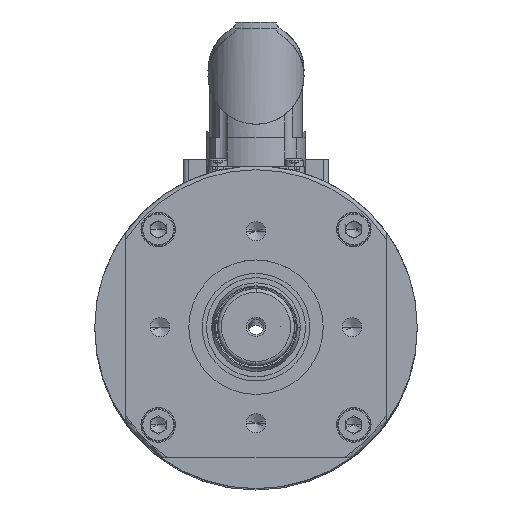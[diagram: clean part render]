
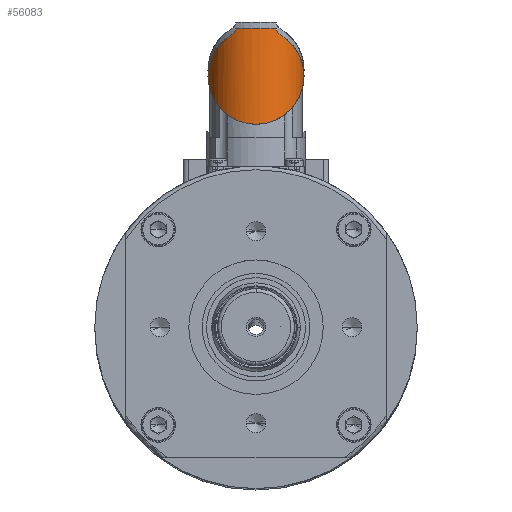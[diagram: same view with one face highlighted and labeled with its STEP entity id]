
A CAD part, top view. The second image highlights one B-rep face of the part: STEP entity #56083.
In plain terms, the highlighted cylindrical face has radius 12.5 mm (diameter 25 mm), a partial arc.
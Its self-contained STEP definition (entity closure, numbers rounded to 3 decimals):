
#1477 = DIRECTION ( 'NONE',  ( -1., 0., 0. ) ) ;
#1993 = CARTESIAN_POINT ( 'NONE',  ( -12.5, 92.098, 189.714 ) ) ;
#3170 = CARTESIAN_POINT ( 'NONE',  ( -5.077, 100.073, 196.612 ) ) ;
#3262 = CARTESIAN_POINT ( 'NONE',  ( 0., 100.073, 185.189 ) ) ;
#5716 = EDGE_CURVE ( 'NONE', #52333, #49429, #14254, .T. ) ;
#5992 = CARTESIAN_POINT ( 'NONE',  ( 5.032, 100.073, 196.632 ) ) ;
#6182 = CARTESIAN_POINT ( 'NONE',  ( 12.5, 87.573, 185.189 ) ) ;
#7101 = CARTESIAN_POINT ( 'NONE',  ( -12.5, 87.573, 185.189 ) ) ;
#7212 = CARTESIAN_POINT ( 'NONE',  ( 10.258, 96.028, 193.645 ) ) ;
#7633 = DIRECTION ( 'NONE',  ( 0., -1., 0. ) ) ;
#7796 = CARTESIAN_POINT ( 'NONE',  ( -5.228, 99.914, 196.544 ) ) ;
#8186 = EDGE_LOOP ( 'NONE', ( #14481, #51465, #21293, #20668, #12069, #47294, #47006, #61625 ) ) ;
#10184 = CARTESIAN_POINT ( 'NONE',  ( -10.258, 96.028, 193.645 ) ) ;
#10362 = CARTESIAN_POINT ( 'NONE',  ( -5.032, 100.073, 196.632 ) ) ;
#11414 = DIRECTION ( 'NONE',  ( -1., 0., 0. ) ) ;
#11600 = CARTESIAN_POINT ( 'NONE',  ( 5.228, 99.914, 196.544 ) ) ;
#11758 =( BOUNDED_CURVE ( )  B_SPLINE_CURVE ( 3, ( #7101, #1993, #10184, #37909 ),
 .UNSPECIFIED., .F., .F. ) 
 B_SPLINE_CURVE_WITH_KNOTS ( ( 4, 4 ),
 ( 4.712, 5.749 ),
 .UNSPECIFIED. ) 
 CURVE ( )  GEOMETRIC_REPRESENTATION_ITEM ( )  RATIONAL_B_SPLINE_CURVE ( ( 1., 0.912, 0.912, 1. ) ) 
 REPRESENTATION_ITEM ( '' )  );
#12069 = ORIENTED_EDGE ( 'NONE', *, *, #41803, .F. ) ;
#12274 = EDGE_CURVE ( 'NONE', #36522, #48157, #11758, .T. ) ;
#12578 = CARTESIAN_POINT ( 'NONE',  ( 12.5, 87.573, 185.189 ) ) ;
#13249 = CARTESIAN_POINT ( 'NONE',  ( -5.844, 98.712, 196.242 ) ) ;
#14205 = CARTESIAN_POINT ( 'NONE',  ( 5.077, 100.073, 196.612 ) ) ;
#14254 =( BOUNDED_CURVE ( )  B_SPLINE_CURVE ( 3, ( #37999, #7212, #54320, #6182 ),
 .UNSPECIFIED., .F., .F. ) 
 B_SPLINE_CURVE_WITH_KNOTS ( ( 4, 4 ),
 ( 0.534, 1.571 ),
 .UNSPECIFIED. ) 
 CURVE ( )  GEOMETRIC_REPRESENTATION_ITEM ( )  RATIONAL_B_SPLINE_CURVE ( ( 1., 0.912, 0.912, 1. ) ) 
 REPRESENTATION_ITEM ( '' )  );
#14481 = ORIENTED_EDGE ( 'NONE', *, *, #12274, .F. ) ;
#15061 = CARTESIAN_POINT ( 'NONE',  ( 6.364, 98.332, 195.948 ) ) ;
#15129 = EDGE_CURVE ( 'NONE', #16731, #18797, #60949, .T. ) ;
#15183 = CARTESIAN_POINT ( 'NONE',  ( 5.191, 100.003, 196.561 ) ) ;
#16292 = CARTESIAN_POINT ( 'NONE',  ( -5.318, 99.578, 196.502 ) ) ;
#16731 = VERTEX_POINT ( 'NONE', #34980 ) ;
#18797 = VERTEX_POINT ( 'NONE', #7796 ) ;
#18956 = VERTEX_POINT ( 'NONE', #11600 ) ;
#19241 = CARTESIAN_POINT ( 'NONE',  ( 5.228, 99.914, 196.544 ) ) ;
#19259 = EDGE_CURVE ( 'NONE', #49429, #36522, #24189, .T. ) ;
#19315 = EDGE_CURVE ( 'NONE', #21910, #16731, #52836, .T. ) ;
#20668 = ORIENTED_EDGE ( 'NONE', *, *, #36203, .T. ) ;
#21293 = ORIENTED_EDGE ( 'NONE', *, *, #5716, .F. ) ;
#21910 = VERTEX_POINT ( 'NONE', #62935 ) ;
#22712 = CARTESIAN_POINT ( 'NONE',  ( -12.5, 87.573, 185.189 ) ) ;
#23279 = CARTESIAN_POINT ( 'NONE',  ( 6.228, 98.412, 196.028 ) ) ;
#23411 = CARTESIAN_POINT ( 'NONE',  ( 5.228, 99.914, 196.544 ) ) ;
#24189 =( BOUNDED_CURVE ( )  B_SPLINE_CURVE ( 3, ( #12578, #47414, #26980, #37242 ),
 .UNSPECIFIED., .F., .F. ) 
 B_SPLINE_CURVE_WITH_KNOTS ( ( 4, 4 ),
 ( 4.712, 7.854 ),
 .UNSPECIFIED. ) 
 CURVE ( )  GEOMETRIC_REPRESENTATION_ITEM ( )  RATIONAL_B_SPLINE_CURVE ( ( 1., 0.333, 0.333, 1. ) ) 
 REPRESENTATION_ITEM ( '' )  );
#24744 = CARTESIAN_POINT ( 'NONE',  ( -5.12, 100.058, 196.593 ) ) ;
#26980 = CARTESIAN_POINT ( 'NONE',  ( -12.5, 62.573, 210.189 ) ) ;
#27238 = CARTESIAN_POINT ( 'NONE',  ( -6.364, 98.332, 195.948 ) ) ;
#27885 = DIRECTION ( 'NONE',  ( 0., -1., 0. ) ) ;
#28537 = CARTESIAN_POINT ( 'NONE',  ( 5.859, 98.722, 196.232 ) ) ;
#29178 = FACE_OUTER_BOUND ( 'NONE', #8186, .T. ) ;
#30005 = CARTESIAN_POINT ( 'NONE',  ( 6.364, 98.332, 195.948 ) ) ;
#30897 = CARTESIAN_POINT ( 'NONE',  ( -5.228, 99.914, 196.544 ) ) ;
#31603 = CARTESIAN_POINT ( 'NONE',  ( 5.462, 99.261, 196.433 ) ) ;
#32784 = CARTESIAN_POINT ( 'NONE',  ( -5.547, 99.117, 196.392 ) ) ;
#33783 = AXIS2_PLACEMENT_3D ( 'NONE', #35316, #7633, #1477 ) ;
#33834 = EDGE_CURVE ( 'NONE', #18797, #48157, #48615, .T. ) ;
#33986 = CARTESIAN_POINT ( 'NONE',  ( -5.191, 100.003, 196.561 ) ) ;
#34980 = CARTESIAN_POINT ( 'NONE',  ( -5.032, 100.073, 196.632 ) ) ;
#35316 = CARTESIAN_POINT ( 'NONE',  ( 0., 100.073, 185.189 ) ) ;
#36203 = EDGE_CURVE ( 'NONE', #52333, #18956, #47951, .T. ) ;
#36522 = VERTEX_POINT ( 'NONE', #22712 ) ;
#37242 = CARTESIAN_POINT ( 'NONE',  ( -12.5, 87.573, 185.189 ) ) ;
#37909 = CARTESIAN_POINT ( 'NONE',  ( -6.364, 98.332, 195.948 ) ) ;
#37958 = CARTESIAN_POINT ( 'NONE',  ( -6.093, 98.492, 196.109 ) ) ;
#37999 = CARTESIAN_POINT ( 'NONE',  ( 6.364, 98.332, 195.948 ) ) ;
#38178 = CARTESIAN_POINT ( 'NONE',  ( 12.5, 87.573, 185.189 ) ) ;
#38424 = AXIS2_PLACEMENT_3D ( 'NONE', #3262, #27885, #11414 ) ;
#38766 = CARTESIAN_POINT ( 'NONE',  ( 5.32, 99.575, 196.501 ) ) ;
#41803 = EDGE_CURVE ( 'NONE', #21910, #18956, #43406, .T. ) ;
#42827 = CARTESIAN_POINT ( 'NONE',  ( 5.746, 98.846, 196.291 ) ) ;
#42916 = CARTESIAN_POINT ( 'NONE',  ( 5.12, 100.058, 196.593 ) ) ;
#43074 = CARTESIAN_POINT ( 'NONE',  ( -6.364, 98.332, 195.948 ) ) ;
#43406 = B_SPLINE_CURVE_WITH_KNOTS ( 'NONE', 3,
 ( #5992, #14205, #42916, #15183, #51048, #23411 ),
 .UNSPECIFIED., .F., .F.,
 ( 4, 2, 4 ),
 ( 0., 0., 0. ),
 .UNSPECIFIED. ) ;
#43880 = CARTESIAN_POINT ( 'NONE',  ( 6.1, 98.506, 196.101 ) ) ;
#44041 = CARTESIAN_POINT ( 'NONE',  ( -5.264, 99.742, 196.527 ) ) ;
#44884 = CARTESIAN_POINT ( 'NONE',  ( 5.547, 99.116, 196.392 ) ) ;
#46949 = CARTESIAN_POINT ( 'NONE',  ( 5.264, 99.742, 196.527 ) ) ;
#47006 = ORIENTED_EDGE ( 'NONE', *, *, #15129, .T. ) ;
#47294 = ORIENTED_EDGE ( 'NONE', *, *, #19315, .T. ) ;
#47414 = CARTESIAN_POINT ( 'NONE',  ( 12.5, 62.573, 210.189 ) ) ;
#47951 = B_SPLINE_CURVE_WITH_KNOTS ( 'NONE', 3,
 ( #15061, #23279, #43880, #28537, #42827, #44884, #31603, #38766, #46949, #19241 ),
 .UNSPECIFIED., .F., .F.,
 ( 4, 2, 2, 2, 4 ),
 ( 0., 0.001, 0.001, 0.002, 0.002 ),
 .UNSPECIFIED. ) ;
#48157 = VERTEX_POINT ( 'NONE', #27238 ) ;
#48615 = B_SPLINE_CURVE_WITH_KNOTS ( 'NONE', 3,
 ( #50122, #44041, #16292, #52168, #32784, #13249, #37958, #43074 ),
 .UNSPECIFIED., .F., .F.,
 ( 4, 2, 2, 4 ),
 ( 0., 0.001, 0.001, 0.002 ),
 .UNSPECIFIED. ) ;
#49429 = VERTEX_POINT ( 'NONE', #38178 ) ;
#50122 = CARTESIAN_POINT ( 'NONE',  ( -5.228, 99.914, 196.544 ) ) ;
#51048 = CARTESIAN_POINT ( 'NONE',  ( 5.218, 99.962, 196.548 ) ) ;
#51465 = ORIENTED_EDGE ( 'NONE', *, *, #19259, .F. ) ;
#52168 = CARTESIAN_POINT ( 'NONE',  ( -5.459, 99.266, 196.435 ) ) ;
#52333 = VERTEX_POINT ( 'NONE', #30005 ) ;
#52836 = CIRCLE ( 'NONE', #38424, 12.5 ) ;
#54320 = CARTESIAN_POINT ( 'NONE',  ( 12.5, 92.098, 189.714 ) ) ;
#56083 = ADVANCED_FACE ( 'NONE', ( #29178 ), #61884, .T. ) ;
#58457 = CARTESIAN_POINT ( 'NONE',  ( -5.218, 99.962, 196.548 ) ) ;
#60949 = B_SPLINE_CURVE_WITH_KNOTS ( 'NONE', 3,
 ( #10362, #3170, #24744, #33986, #58457, #30897 ),
 .UNSPECIFIED., .F., .F.,
 ( 4, 2, 4 ),
 ( 0., 0., 0. ),
 .UNSPECIFIED. ) ;
#61625 = ORIENTED_EDGE ( 'NONE', *, *, #33834, .T. ) ;
#61884 = CYLINDRICAL_SURFACE ( 'NONE', #33783, 12.5 ) ;
#62935 = CARTESIAN_POINT ( 'NONE',  ( 5.032, 100.073, 196.632 ) ) ;
